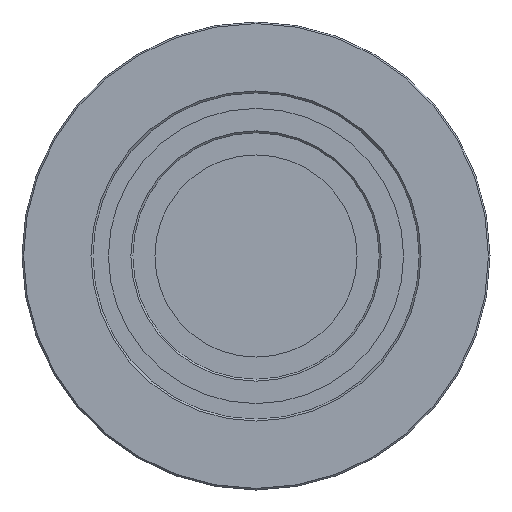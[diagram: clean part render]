
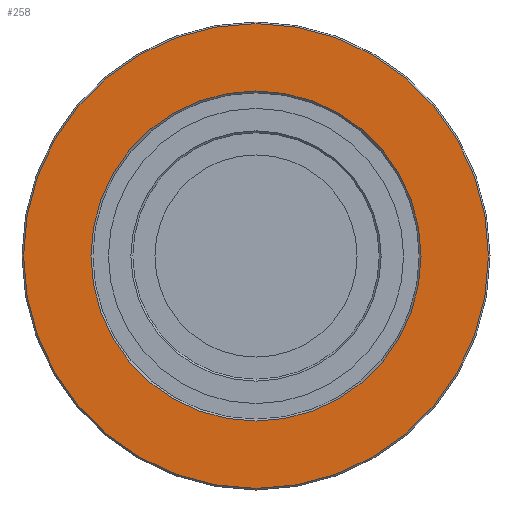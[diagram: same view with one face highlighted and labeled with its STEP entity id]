
A CAD part, front view. The second image highlights one B-rep face of the part: STEP entity #258.
In plain terms, the highlighted planar face has unit normal (0, -1, 0).
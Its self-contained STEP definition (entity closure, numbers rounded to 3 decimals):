
#82 = ORIENTED_EDGE ( 'NONE', *, *, #135, .T. ) ;
#110 = CARTESIAN_POINT ( 'NONE',  ( 26.45, 0., 0. ) ) ;
#135 = EDGE_CURVE ( 'NONE', #1096, #380, #994, .T. ) ;
#168 = EDGE_LOOP ( 'NONE', ( #325, #884 ) ) ;
#204 = DIRECTION ( 'NONE',  ( 0., -1., 0. ) ) ;
#206 = DIRECTION ( 'NONE',  ( 0., -1., 0. ) ) ;
#258 = ADVANCED_FACE ( 'NONE', ( #334, #959 ), #696, .T. ) ;
#311 = DIRECTION ( 'NONE',  ( 1., 0., 0. ) ) ;
#322 = DIRECTION ( 'NONE',  ( 0., 1., 0. ) ) ;
#325 = ORIENTED_EDGE ( 'NONE', *, *, #1199, .T. ) ;
#334 = FACE_OUTER_BOUND ( 'NONE', #168, .T. ) ;
#336 = CARTESIAN_POINT ( 'NONE',  ( 0., 0., 0. ) ) ;
#352 = AXIS2_PLACEMENT_3D ( 'NONE', #489, #547, #482 ) ;
#380 = VERTEX_POINT ( 'NONE', #110 ) ;
#439 = ORIENTED_EDGE ( 'NONE', *, *, #487, .T. ) ;
#452 = DIRECTION ( 'NONE',  ( 1., 0., 0. ) ) ;
#482 = DIRECTION ( 'NONE',  ( 1., 0., 0. ) ) ;
#487 = EDGE_CURVE ( 'NONE', #380, #1096, #1359, .T. ) ;
#489 = CARTESIAN_POINT ( 'NONE',  ( 0., 0., 0. ) ) ;
#495 = VERTEX_POINT ( 'NONE', #1180 ) ;
#547 = DIRECTION ( 'NONE',  ( 0., 1., 0. ) ) ;
#605 = VERTEX_POINT ( 'NONE', #1336 ) ;
#689 = CARTESIAN_POINT ( 'NONE',  ( -26.15, 0., 0. ) ) ;
#696 = PLANE ( 'NONE',  #1207 ) ;
#813 = AXIS2_PLACEMENT_3D ( 'NONE', #336, #322, #311 ) ;
#851 = CARTESIAN_POINT ( 'NONE',  ( 0., 0., 0. ) ) ;
#884 = ORIENTED_EDGE ( 'NONE', *, *, #936, .T. ) ;
#931 = CARTESIAN_POINT ( 'NONE',  ( 0., 0., 0. ) ) ;
#936 = EDGE_CURVE ( 'NONE', #495, #605, #1421, .T. ) ;
#959 = FACE_BOUND ( 'NONE', #1201, .T. ) ;
#994 = CIRCLE ( 'NONE', #352, 26.45 ) ;
#1016 = DIRECTION ( 'NONE',  ( 0., -1., 0. ) ) ;
#1031 = CARTESIAN_POINT ( 'NONE',  ( -26.45, 0., 0. ) ) ;
#1083 = CIRCLE ( 'NONE', #1151, 37.25 ) ;
#1096 = VERTEX_POINT ( 'NONE', #1031 ) ;
#1100 = AXIS2_PLACEMENT_3D ( 'NONE', #851, #1016, #1256 ) ;
#1151 = AXIS2_PLACEMENT_3D ( 'NONE', #931, #204, #1260 ) ;
#1180 = CARTESIAN_POINT ( 'NONE',  ( 37.25, 0., 0. ) ) ;
#1199 = EDGE_CURVE ( 'NONE', #605, #495, #1083, .T. ) ;
#1201 = EDGE_LOOP ( 'NONE', ( #439, #82 ) ) ;
#1207 = AXIS2_PLACEMENT_3D ( 'NONE', #689, #206, #452 ) ;
#1256 = DIRECTION ( 'NONE',  ( 1., 0., 0. ) ) ;
#1260 = DIRECTION ( 'NONE',  ( 1., 0., 0. ) ) ;
#1336 = CARTESIAN_POINT ( 'NONE',  ( -37.25, 0., 0. ) ) ;
#1359 = CIRCLE ( 'NONE', #813, 26.45 ) ;
#1421 = CIRCLE ( 'NONE', #1100, 37.25 ) ;
